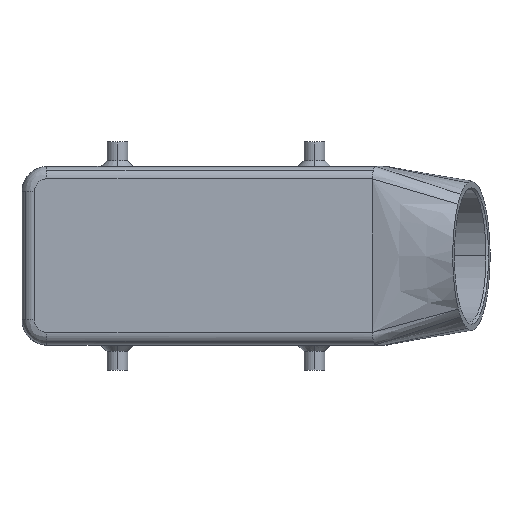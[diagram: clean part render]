
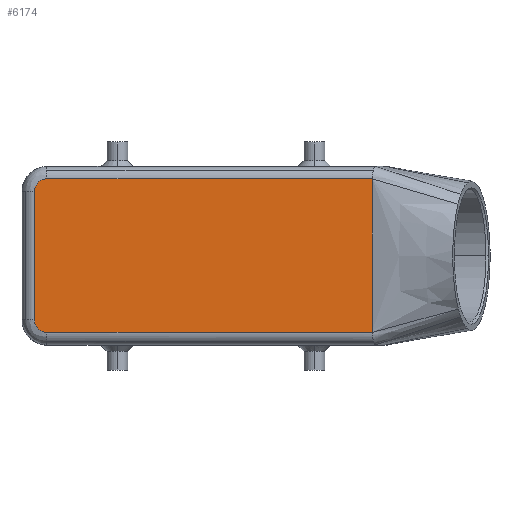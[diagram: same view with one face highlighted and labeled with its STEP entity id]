
A CAD part, top view. The second image highlights one B-rep face of the part: STEP entity #6174.
In plain terms, the highlighted planar face has unit normal (0, 0, 1).
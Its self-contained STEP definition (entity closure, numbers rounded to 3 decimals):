
#3959=CARTESIAN_POINT('',(-43.75,-15.5,63.));
#3960=VERTEX_POINT('',#3959);
#3968=CARTESIAN_POINT('',(-43.75,15.5,63.));
#3969=VERTEX_POINT('',#3968);
#3970=CARTESIAN_POINT('',(-43.75,-15.5,63.));
#3971=DIRECTION('',(0.0,1.0,0.0));
#3972=VECTOR('',#3971,31.);
#3973=LINE('',#3970,#3972);
#3974=EDGE_CURVE('',#3960,#3969,#3973,.T.);
#5541=CARTESIAN_POINT('',(37.75,18.5,63.));
#5542=VERTEX_POINT('',#5541);
#5610=CARTESIAN_POINT('',(37.75,-17.997,63.));
#5611=VERTEX_POINT('',#5610);
#5612=CARTESIAN_POINT('',(37.75,-17.997,63.));
#5613=DIRECTION('',(0.0,1.0,0.0));
#5614=VECTOR('',#5613,36.497);
#5615=LINE('',#5612,#5614);
#5616=EDGE_CURVE('',#5611,#5542,#5615,.T.);
#5618=CARTESIAN_POINT('',(37.75,-18.5,63.));
#5619=VERTEX_POINT('',#5618);
#5620=CARTESIAN_POINT('',(37.75,-18.5,63.));
#5621=DIRECTION('',(0.0,1.0,0.0));
#5622=VECTOR('',#5621,0.503);
#5623=LINE('',#5620,#5622);
#5624=EDGE_CURVE('',#5619,#5611,#5623,.T.);
#5933=CARTESIAN_POINT('',(-40.75,-18.5,63.0));
#5934=VERTEX_POINT('',#5933);
#5935=CARTESIAN_POINT('',(37.75,-18.5,63.));
#5936=DIRECTION('',(-1.0,0.0,0.0));
#5937=VECTOR('',#5936,78.5);
#5938=LINE('',#5935,#5937);
#5939=EDGE_CURVE('',#5619,#5934,#5938,.T.);
#6024=CARTESIAN_POINT('',(-40.75,-15.5,63.));
#6025=DIRECTION('',(0.,0.,-1.0));
#6026=DIRECTION('',(-0.707,-0.707,0.));
#6027=AXIS2_PLACEMENT_3D('',#6024,#6025,#6026);
#6028=CIRCLE('',#6027,3.0);
#6029=EDGE_CURVE('',#5934,#3960,#6028,.T.);
#6112=CARTESIAN_POINT('',(-40.75,18.5,63.));
#6113=VERTEX_POINT('',#6112);
#6132=CARTESIAN_POINT('',(-40.75,15.5,63.));
#6133=DIRECTION('',(0.,0.,-1.0));
#6134=DIRECTION('',(-0.707,0.707,0.));
#6135=AXIS2_PLACEMENT_3D('',#6132,#6133,#6134);
#6136=CIRCLE('',#6135,3.0);
#6137=EDGE_CURVE('',#3969,#6113,#6136,.T.);
#6149=CARTESIAN_POINT('',(-40.75,18.5,63.));
#6150=DIRECTION('',(1.0,0.0,0.0));
#6151=VECTOR('',#6150,78.5);
#6152=LINE('',#6149,#6151);
#6153=EDGE_CURVE('',#6113,#5542,#6152,.T.);
#6160=CARTESIAN_POINT('',(37.75,0.0,63.));
#6161=DIRECTION('',(0.0,0.0,1.0));
#6162=DIRECTION('',(1.0,0.0,0.0));
#6163=AXIS2_PLACEMENT_3D('',#6160,#6161,#6162);
#6164=PLANE('',#6163);
#6165=ORIENTED_EDGE('',*,*,#6153,.F.);
#6166=ORIENTED_EDGE('',*,*,#6137,.F.);
#6167=ORIENTED_EDGE('',*,*,#3974,.F.);
#6168=ORIENTED_EDGE('',*,*,#6029,.F.);
#6169=ORIENTED_EDGE('',*,*,#5939,.F.);
#6170=ORIENTED_EDGE('',*,*,#5624,.T.);
#6171=ORIENTED_EDGE('',*,*,#5616,.T.);
#6172=EDGE_LOOP('',(#6165,#6166,#6167,#6168,#6169,#6170,#6171));
#6173=FACE_OUTER_BOUND('',#6172,.T.);
#6174=ADVANCED_FACE('',(#6173),#6164,.T.);
